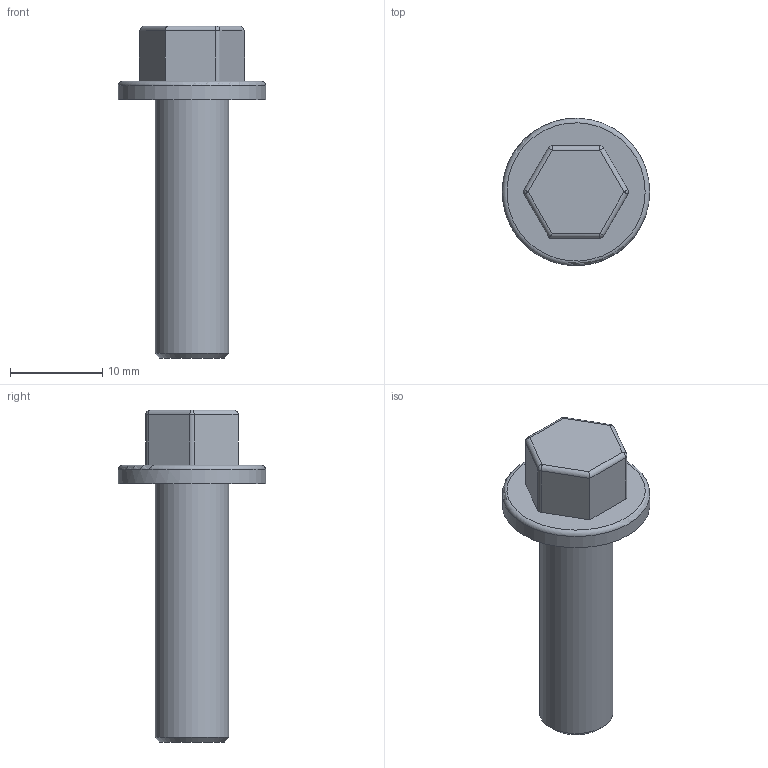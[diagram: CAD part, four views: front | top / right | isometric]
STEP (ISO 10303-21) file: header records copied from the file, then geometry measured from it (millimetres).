
FILE_DESCRIPTION( ('This file contains a STEP AP42 implementation' ,'as created by ZW3D STEP Interface translator.' ,'') ,'2;1' );
FILE_NAME( 'ﾉｰﾂﾖｵ扈彧ﾌｶｨﾂﾝﾋｿ.ipt.stp' ,'251027.114730', (''), ('ZWCAD Software Co.'), 'Version 1.0', 'ZW3D to STEP translator', '' );
FILE_SCHEMA(('AUTOMOTIVE_DESIGN { 1 0 10303 214 1 1 1 1 }'));
Length unit declared in the file: millimetre
Products named in the file (1): 0
Bounding box: 16 x 16 x 36 mm (x, y, z)
Volume: 2321.3 mm3; surface area: 1386.5 mm2
Topology: 1 solids, 1 shells, 30 faces, 67 edges, 41 vertices
Faces by surface type: cylinder 13, plane 10, sphere 5, cone 1, torus 1
Full cylindrical faces by diameter (mm): 8 x1, 16 x1
Entity records: 888 total; most frequent: DIRECTION 164, CARTESIAN_POINT 139, ORIENTED_EDGE 134, EDGE_CURVE 67, AXIS2_PLACEMENT_3D 66, VERTEX_POINT 41, CIRCLE 34, VECTOR 32
